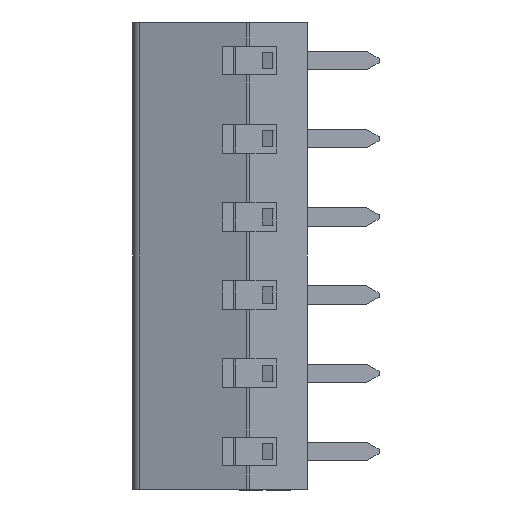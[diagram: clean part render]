
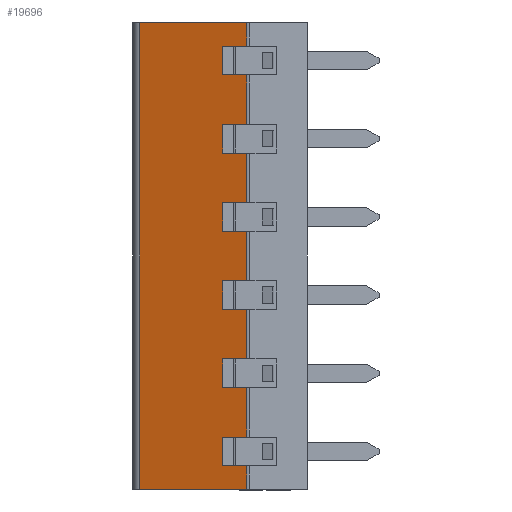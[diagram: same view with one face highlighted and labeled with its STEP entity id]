
A CAD part, left-side view. The second image highlights one B-rep face of the part: STEP entity #19696.
In plain terms, the highlighted planar face has unit normal (-0.951, 0.309, 0).
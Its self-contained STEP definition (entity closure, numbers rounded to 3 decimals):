
#1442=DIRECTION('',(0.,0.,1.));
#1443=VECTOR('',#1442,1.15);
#1444=CARTESIAN_POINT('',(-3.676,2.955,0.7));
#1445=LINE('',#1444,#1443);
#1484=DIRECTION('',(0.,0.,1.));
#1485=VECTOR('',#1484,2.41);
#1486=CARTESIAN_POINT('',(-3.676,2.955,-3.11));
#1487=LINE('',#1486,#1485);
#1526=DIRECTION('',(0.,0.,1.));
#1527=VECTOR('',#1526,2.41);
#1528=CARTESIAN_POINT('',(-3.676,2.955,-6.92));
#1529=LINE('',#1528,#1527);
#1568=DIRECTION('',(0.,0.,1.));
#1569=VECTOR('',#1568,2.41);
#1570=CARTESIAN_POINT('',(-3.676,2.955,-10.73));
#1571=LINE('',#1570,#1569);
#1610=DIRECTION('',(0.,0.,1.));
#1611=VECTOR('',#1610,2.41);
#1612=CARTESIAN_POINT('',(-3.676,2.955,-14.54));
#1613=LINE('',#1612,#1611);
#1652=DIRECTION('',(0.,0.,1.));
#1653=VECTOR('',#1652,2.41);
#1654=CARTESIAN_POINT('',(-3.676,2.955,-18.35));
#1655=LINE('',#1654,#1653);
#1694=DIRECTION('',(0.,0.,1.));
#1695=VECTOR('',#1694,1.15);
#1696=CARTESIAN_POINT('',(-3.676,2.955,-20.9));
#1697=LINE('',#1696,#1695);
#1698=DIRECTION('',(-0.309,-0.951,0.));
#1699=VECTOR('',#1698,5.468);
#1700=CARTESIAN_POINT('',(-1.986,8.155,-20.9));
#1701=LINE('',#1700,#1699);
#1702=DIRECTION('',(0.,0.,1.));
#1703=VECTOR('',#1702,22.75);
#1704=CARTESIAN_POINT('',(-1.986,8.155,-20.9));
#1705=LINE('',#1704,#1703);
#1706=DIRECTION('',(-0.309,-0.951,0.));
#1707=VECTOR('',#1706,5.468);
#1708=CARTESIAN_POINT('',(-1.986,8.155,1.85));
#1709=LINE('',#1708,#1707);
#1710=DIRECTION('',(0.309,0.951,0.));
#1711=VECTOR('',#1710,1.215);
#1712=CARTESIAN_POINT('',(-3.676,2.955,0.7));
#1713=LINE('',#1712,#1711);
#1714=DIRECTION('',(0.,0.,1.));
#1715=VECTOR('',#1714,1.4);
#1716=CARTESIAN_POINT('',(-3.3,4.11,-0.7));
#1717=LINE('',#1716,#1715);
#1718=DIRECTION('',(0.309,0.951,0.));
#1719=VECTOR('',#1718,1.215);
#1720=CARTESIAN_POINT('',(-3.676,2.955,-0.7));
#1721=LINE('',#1720,#1719);
#1722=DIRECTION('',(0.309,0.951,0.));
#1723=VECTOR('',#1722,1.215);
#1724=CARTESIAN_POINT('',(-3.676,2.955,-3.11));
#1725=LINE('',#1724,#1723);
#1726=DIRECTION('',(0.,0.,1.));
#1727=VECTOR('',#1726,1.4);
#1728=CARTESIAN_POINT('',(-3.3,4.11,-4.51));
#1729=LINE('',#1728,#1727);
#1730=DIRECTION('',(0.309,0.951,0.));
#1731=VECTOR('',#1730,1.215);
#1732=CARTESIAN_POINT('',(-3.676,2.955,-4.51));
#1733=LINE('',#1732,#1731);
#1734=DIRECTION('',(0.309,0.951,0.));
#1735=VECTOR('',#1734,1.215);
#1736=CARTESIAN_POINT('',(-3.676,2.955,-6.92));
#1737=LINE('',#1736,#1735);
#1738=DIRECTION('',(0.,0.,1.));
#1739=VECTOR('',#1738,1.4);
#1740=CARTESIAN_POINT('',(-3.3,4.11,-8.32));
#1741=LINE('',#1740,#1739);
#1742=DIRECTION('',(0.309,0.951,0.));
#1743=VECTOR('',#1742,1.215);
#1744=CARTESIAN_POINT('',(-3.676,2.955,-8.32));
#1745=LINE('',#1744,#1743);
#1746=DIRECTION('',(0.309,0.951,0.));
#1747=VECTOR('',#1746,1.215);
#1748=CARTESIAN_POINT('',(-3.676,2.955,-10.73));
#1749=LINE('',#1748,#1747);
#1750=DIRECTION('',(0.,0.,1.));
#1751=VECTOR('',#1750,1.4);
#1752=CARTESIAN_POINT('',(-3.3,4.11,-12.13));
#1753=LINE('',#1752,#1751);
#1754=DIRECTION('',(0.309,0.951,0.));
#1755=VECTOR('',#1754,1.215);
#1756=CARTESIAN_POINT('',(-3.676,2.955,-12.13));
#1757=LINE('',#1756,#1755);
#1758=DIRECTION('',(0.309,0.951,0.));
#1759=VECTOR('',#1758,1.215);
#1760=CARTESIAN_POINT('',(-3.676,2.955,-14.54));
#1761=LINE('',#1760,#1759);
#1762=DIRECTION('',(0.,0.,1.));
#1763=VECTOR('',#1762,1.4);
#1764=CARTESIAN_POINT('',(-3.3,4.11,-15.94));
#1765=LINE('',#1764,#1763);
#1766=DIRECTION('',(0.309,0.951,0.));
#1767=VECTOR('',#1766,1.215);
#1768=CARTESIAN_POINT('',(-3.676,2.955,-15.94));
#1769=LINE('',#1768,#1767);
#1770=DIRECTION('',(0.309,0.951,0.));
#1771=VECTOR('',#1770,1.215);
#1772=CARTESIAN_POINT('',(-3.676,2.955,-18.35));
#1773=LINE('',#1772,#1771);
#1774=DIRECTION('',(0.,0.,1.));
#1775=VECTOR('',#1774,1.4);
#1776=CARTESIAN_POINT('',(-3.3,4.11,-19.75));
#1777=LINE('',#1776,#1775);
#1778=DIRECTION('',(0.309,0.951,0.));
#1779=VECTOR('',#1778,1.215);
#1780=CARTESIAN_POINT('',(-3.676,2.955,-19.75));
#1781=LINE('',#1780,#1779);
#14321=CARTESIAN_POINT('',(-3.3,4.11,-0.7));
#14322=VERTEX_POINT('',#14321);
#14323=CARTESIAN_POINT('',(-3.3,4.11,0.7));
#14324=VERTEX_POINT('',#14323);
#14417=CARTESIAN_POINT('',(-3.676,2.955,-0.7));
#14418=VERTEX_POINT('',#14417);
#14419=CARTESIAN_POINT('',(-3.676,2.955,0.7));
#14420=VERTEX_POINT('',#14419);
#14433=CARTESIAN_POINT('',(-1.986,8.155,1.85));
#14434=VERTEX_POINT('',#14433);
#14435=CARTESIAN_POINT('',(-3.676,2.955,1.85));
#14436=VERTEX_POINT('',#14435);
#14449=CARTESIAN_POINT('',(-1.986,8.155,-20.9));
#14450=VERTEX_POINT('',#14449);
#14451=CARTESIAN_POINT('',(-3.676,2.955,-20.9));
#14452=VERTEX_POINT('',#14451);
#14533=CARTESIAN_POINT('',(-3.676,2.955,-4.51));
#14534=CARTESIAN_POINT('',(-3.3,4.11,-4.51));
#14535=VERTEX_POINT('',#14533);
#14536=VERTEX_POINT('',#14534);
#14537=CARTESIAN_POINT('',(-3.3,4.11,-3.11));
#14538=VERTEX_POINT('',#14537);
#14539=CARTESIAN_POINT('',(-3.676,2.955,-3.11));
#14540=VERTEX_POINT('',#14539);
#14658=CARTESIAN_POINT('',(-3.676,2.955,-8.32));
#14659=CARTESIAN_POINT('',(-3.3,4.11,-8.32));
#14660=VERTEX_POINT('',#14658);
#14661=VERTEX_POINT('',#14659);
#14662=CARTESIAN_POINT('',(-3.3,4.11,-6.92));
#14663=VERTEX_POINT('',#14662);
#14664=CARTESIAN_POINT('',(-3.676,2.955,-6.92));
#14665=VERTEX_POINT('',#14664);
#14789=CARTESIAN_POINT('',(-3.676,2.955,-12.13));
#14790=CARTESIAN_POINT('',(-3.3,4.11,-12.13));
#14791=VERTEX_POINT('',#14789);
#14792=VERTEX_POINT('',#14790);
#14793=CARTESIAN_POINT('',(-3.3,4.11,-10.73));
#14794=VERTEX_POINT('',#14793);
#14795=CARTESIAN_POINT('',(-3.676,2.955,-10.73));
#14796=VERTEX_POINT('',#14795);
#15121=CARTESIAN_POINT('',(-3.676,2.955,-15.94));
#15122=CARTESIAN_POINT('',(-3.3,4.11,-15.94));
#15123=VERTEX_POINT('',#15121);
#15124=VERTEX_POINT('',#15122);
#15125=CARTESIAN_POINT('',(-3.3,4.11,-14.54));
#15126=VERTEX_POINT('',#15125);
#15127=CARTESIAN_POINT('',(-3.676,2.955,-14.54));
#15128=VERTEX_POINT('',#15127);
#15252=CARTESIAN_POINT('',(-3.676,2.955,-19.75));
#15253=CARTESIAN_POINT('',(-3.3,4.11,-19.75));
#15254=VERTEX_POINT('',#15252);
#15255=VERTEX_POINT('',#15253);
#15256=CARTESIAN_POINT('',(-3.3,4.11,-18.35));
#15257=VERTEX_POINT('',#15256);
#15258=CARTESIAN_POINT('',(-3.676,2.955,-18.35));
#15259=VERTEX_POINT('',#15258);
#19654=CARTESIAN_POINT('',(-1.986,8.155,-1.905));
#19655=DIRECTION('',(-0.951,0.309,0.));
#19656=DIRECTION('',(-0.309,-0.951,0.));
#19657=AXIS2_PLACEMENT_3D('',#19654,#19655,#19656);
#19658=PLANE('',#19657);
#19659=ORIENTED_EDGE('',*,*,#18188,.F.);
#19661=ORIENTED_EDGE('',*,*,#19660,.T.);
#19662=ORIENTED_EDGE('',*,*,#18839,.T.);
#19663=ORIENTED_EDGE('',*,*,#19104,.F.);
#19664=ORIENTED_EDGE('',*,*,#19120,.T.);
#19666=ORIENTED_EDGE('',*,*,#19665,.F.);
#19667=ORIENTED_EDGE('',*,*,#19177,.F.);
#19668=ORIENTED_EDGE('',*,*,#19193,.F.);
#19669=ORIENTED_EDGE('',*,*,#19211,.T.);
#19671=ORIENTED_EDGE('',*,*,#19670,.F.);
#19672=ORIENTED_EDGE('',*,*,#19268,.F.);
#19673=ORIENTED_EDGE('',*,*,#19284,.F.);
#19674=ORIENTED_EDGE('',*,*,#19302,.T.);
#19676=ORIENTED_EDGE('',*,*,#19675,.F.);
#19677=ORIENTED_EDGE('',*,*,#19359,.F.);
#19678=ORIENTED_EDGE('',*,*,#19375,.F.);
#19679=ORIENTED_EDGE('',*,*,#19393,.T.);
#19681=ORIENTED_EDGE('',*,*,#19680,.F.);
#19682=ORIENTED_EDGE('',*,*,#19450,.F.);
#19683=ORIENTED_EDGE('',*,*,#19466,.F.);
#19684=ORIENTED_EDGE('',*,*,#19484,.T.);
#19686=ORIENTED_EDGE('',*,*,#19685,.F.);
#19687=ORIENTED_EDGE('',*,*,#19541,.F.);
#19688=ORIENTED_EDGE('',*,*,#19557,.F.);
#19689=ORIENTED_EDGE('',*,*,#19575,.T.);
#19691=ORIENTED_EDGE('',*,*,#19690,.F.);
#19692=ORIENTED_EDGE('',*,*,#19632,.F.);
#19693=ORIENTED_EDGE('',*,*,#19647,.F.);
#19694=EDGE_LOOP('',(#19659,#19661,#19662,#19663,#19664,#19666,#19667,#19668,
#19669,#19671,#19672,#19673,#19674,#19676,#19677,#19678,#19679,#19681,#19682,
#19683,#19684,#19686,#19687,#19688,#19689,#19691,#19692,#19693));
#19695=FACE_OUTER_BOUND('',#19694,.F.);
#19696=ADVANCED_FACE('',(#19695),#19658,.T.);
#18188=EDGE_CURVE('',#14450,#14452,#1701,.T.);
#18839=EDGE_CURVE('',#14434,#14436,#1709,.T.);
#19104=EDGE_CURVE('',#14420,#14436,#1445,.T.);
#19120=EDGE_CURVE('',#14420,#14324,#1713,.T.);
#19177=EDGE_CURVE('',#14418,#14322,#1721,.T.);
#19193=EDGE_CURVE('',#14540,#14418,#1487,.T.);
#19211=EDGE_CURVE('',#14540,#14538,#1725,.T.);
#19268=EDGE_CURVE('',#14535,#14536,#1733,.T.);
#19284=EDGE_CURVE('',#14665,#14535,#1529,.T.);
#19302=EDGE_CURVE('',#14665,#14663,#1737,.T.);
#19359=EDGE_CURVE('',#14660,#14661,#1745,.T.);
#19375=EDGE_CURVE('',#14796,#14660,#1571,.T.);
#19393=EDGE_CURVE('',#14796,#14794,#1749,.T.);
#19450=EDGE_CURVE('',#14791,#14792,#1757,.T.);
#19466=EDGE_CURVE('',#15128,#14791,#1613,.T.);
#19484=EDGE_CURVE('',#15128,#15126,#1761,.T.);
#19541=EDGE_CURVE('',#15123,#15124,#1769,.T.);
#19557=EDGE_CURVE('',#15259,#15123,#1655,.T.);
#19575=EDGE_CURVE('',#15259,#15257,#1773,.T.);
#19632=EDGE_CURVE('',#15254,#15255,#1781,.T.);
#19647=EDGE_CURVE('',#14452,#15254,#1697,.T.);
#19660=EDGE_CURVE('',#14450,#14434,#1705,.T.);
#19665=EDGE_CURVE('',#14322,#14324,#1717,.T.);
#19670=EDGE_CURVE('',#14536,#14538,#1729,.T.);
#19675=EDGE_CURVE('',#14661,#14663,#1741,.T.);
#19680=EDGE_CURVE('',#14792,#14794,#1753,.T.);
#19685=EDGE_CURVE('',#15124,#15126,#1765,.T.);
#19690=EDGE_CURVE('',#15255,#15257,#1777,.T.);
